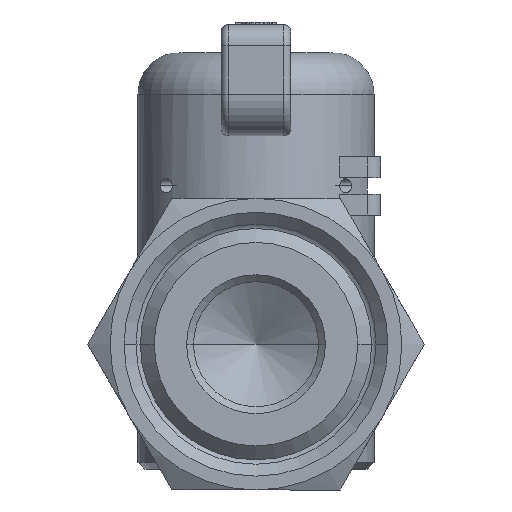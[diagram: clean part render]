
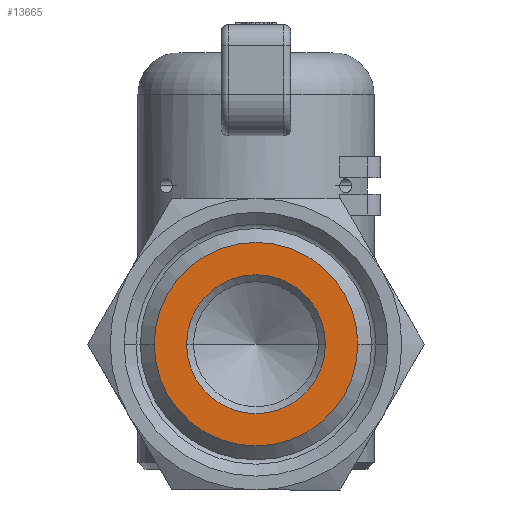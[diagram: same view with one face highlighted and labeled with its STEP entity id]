
A CAD part, front view. The second image highlights one B-rep face of the part: STEP entity #13665.
In plain terms, the highlighted face is planar.
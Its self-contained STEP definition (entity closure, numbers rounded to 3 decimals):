
#12724=CARTESIAN_POINT('',(19.006,5.73,26.0));
#12725=VERTEX_POINT('',#12724);
#12733=CARTESIAN_POINT('',(33.668,5.73,26.0));
#12734=VERTEX_POINT('',#12733);
#12741=CARTESIAN_POINT('',(26.337,5.73,26.0));
#12742=DIRECTION('',(0.0,0.0,-1.0));
#12743=DIRECTION('',(-1.0,0.0,0.0));
#12744=AXIS2_PLACEMENT_3D('',#12741,#12742,#12743);
#12745=CIRCLE('',#12744,7.331);
#12746=EDGE_CURVE('',#12734,#12725,#12745,.T.);
#12821=CARTESIAN_POINT('',(21.337,5.73,26.0));
#12822=VERTEX_POINT('',#12821);
#12829=CARTESIAN_POINT('',(31.337,5.73,26.0));
#12830=VERTEX_POINT('',#12829);
#12831=CARTESIAN_POINT('',(26.337,5.73,26.0));
#12832=DIRECTION('',(0.0,0.0,1.0));
#12833=DIRECTION('',(-1.0,0.0,0.0));
#12834=AXIS2_PLACEMENT_3D('',#12831,#12832,#12833);
#12835=CIRCLE('',#12834,5.0);
#12836=EDGE_CURVE('',#12822,#12830,#12835,.T.);
#13618=CARTESIAN_POINT('',(26.337,5.73,26.0));
#13619=DIRECTION('',(0.0,0.0,1.0));
#13620=DIRECTION('',(-1.0,0.0,0.0));
#13621=AXIS2_PLACEMENT_3D('',#13618,#13619,#13620);
#13622=CIRCLE('',#13621,5.0);
#13623=EDGE_CURVE('',#12830,#12822,#13622,.T.);
#13646=CARTESIAN_POINT('',(34.668,5.73,26.0));
#13647=DIRECTION('',(0.0,0.0,1.0));
#13648=DIRECTION('',(1.0,0.0,0.0));
#13649=AXIS2_PLACEMENT_3D('',#13646,#13647,#13648);
#13650=PLANE('',#13649);
#13651=ORIENTED_EDGE('',*,*,#12746,.F.);
#13652=CARTESIAN_POINT('',(26.337,5.73,26.0));
#13653=DIRECTION('',(0.0,0.0,-1.0));
#13654=DIRECTION('',(-1.0,0.0,0.0));
#13655=AXIS2_PLACEMENT_3D('',#13652,#13653,#13654);
#13656=CIRCLE('',#13655,7.331);
#13657=EDGE_CURVE('',#12725,#12734,#13656,.T.);
#13658=ORIENTED_EDGE('',*,*,#13657,.F.);
#13659=EDGE_LOOP('',(#13651,#13658));
#13660=FACE_OUTER_BOUND('',#13659,.T.);
#13661=ORIENTED_EDGE('',*,*,#13623,.F.);
#13662=ORIENTED_EDGE('',*,*,#12836,.F.);
#13663=EDGE_LOOP('',(#13661,#13662));
#13664=FACE_BOUND('',#13663,.T.);
#13665=ADVANCED_FACE('',(#13660,#13664),#13650,.T.);
